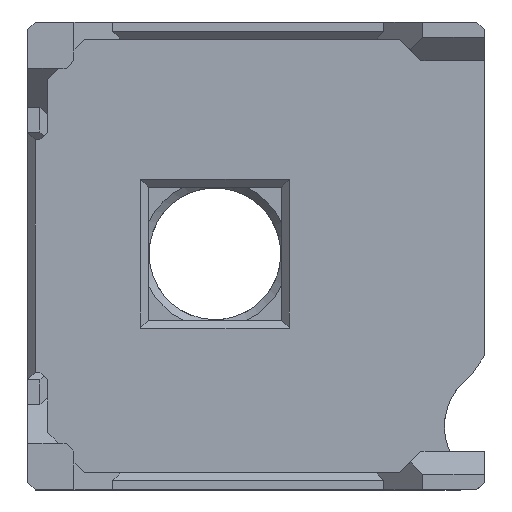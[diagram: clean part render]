
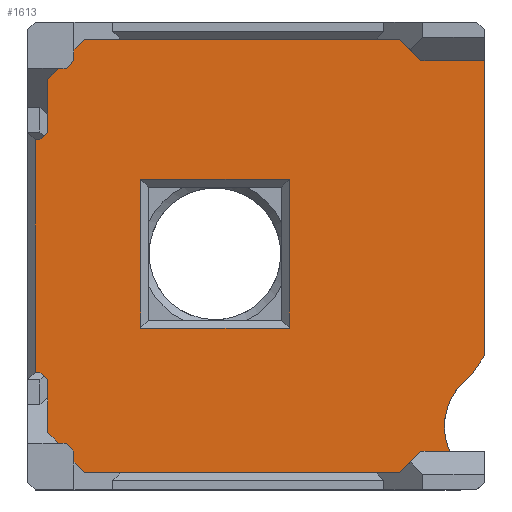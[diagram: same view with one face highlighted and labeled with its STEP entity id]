
A CAD part, top view. The second image highlights one B-rep face of the part: STEP entity #1613.
In plain terms, the highlighted planar face has unit normal (0, 0, 1).
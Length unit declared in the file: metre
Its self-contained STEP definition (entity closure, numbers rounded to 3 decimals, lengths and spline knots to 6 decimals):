
#23=B_SPLINE_CURVE_WITH_KNOTS('',3,(#2279,#2280,#2281,#2282),
 .UNSPECIFIED.,.F.,.F.,(4,4),(0.,1.),.UNSPECIFIED.);
#50=LINE('',#2268,#256);
#51=LINE('',#2271,#257);
#52=LINE('',#2273,#258);
#53=LINE('',#2275,#259);
#54=LINE('',#2284,#260);
#55=LINE('',#2286,#261);
#56=LINE('',#2288,#262);
#57=LINE('',#2290,#263);
#58=LINE('',#2292,#264);
#59=LINE('',#2294,#265);
#60=LINE('',#2296,#266);
#61=LINE('',#2298,#267);
#62=LINE('',#2300,#268);
#63=LINE('',#2302,#269);
#256=VECTOR('',#1843,1.);
#257=VECTOR('',#1844,1.);
#258=VECTOR('',#1845,1.);
#259=VECTOR('',#1846,1.);
#260=VECTOR('',#1849,1.);
#261=VECTOR('',#1850,1.);
#262=VECTOR('',#1851,1.);
#263=VECTOR('',#1852,1.);
#264=VECTOR('',#1853,1.);
#265=VECTOR('',#1854,1.);
#266=VECTOR('',#1855,1.);
#267=VECTOR('',#1856,1.);
#268=VECTOR('',#1857,1.);
#269=VECTOR('',#1858,1.);
#464=ORIENTED_EDGE('',*,*,#940,.T.);
#465=ORIENTED_EDGE('',*,*,#941,.T.);
#466=ORIENTED_EDGE('',*,*,#942,.T.);
#467=ORIENTED_EDGE('',*,*,#943,.T.);
#468=ORIENTED_EDGE('',*,*,#944,.F.);
#469=ORIENTED_EDGE('',*,*,#945,.T.);
#470=ORIENTED_EDGE('',*,*,#946,.T.);
#471=ORIENTED_EDGE('',*,*,#947,.T.);
#472=ORIENTED_EDGE('',*,*,#948,.T.);
#473=ORIENTED_EDGE('',*,*,#949,.T.);
#474=ORIENTED_EDGE('',*,*,#950,.F.);
#475=ORIENTED_EDGE('',*,*,#951,.T.);
#476=ORIENTED_EDGE('',*,*,#952,.T.);
#477=ORIENTED_EDGE('',*,*,#953,.T.);
#478=ORIENTED_EDGE('',*,*,#954,.T.);
#479=ORIENTED_EDGE('',*,*,#955,.F.);
#940=EDGE_CURVE('',#1178,#1179,#50,.T.);
#941=EDGE_CURVE('',#1179,#1180,#51,.T.);
#942=EDGE_CURVE('',#1180,#1181,#52,.T.);
#943=EDGE_CURVE('',#1181,#1178,#53,.T.);
#944=EDGE_CURVE('',#1182,#1183,#1321,.F.);
#945=EDGE_CURVE('',#1182,#1184,#23,.T.);
#946=EDGE_CURVE('',#1184,#1185,#54,.T.);
#947=EDGE_CURVE('',#1185,#1186,#55,.T.);
#948=EDGE_CURVE('',#1186,#1187,#56,.T.);
#949=EDGE_CURVE('',#1187,#1188,#57,.T.);
#950=EDGE_CURVE('',#1189,#1188,#58,.T.);
#951=EDGE_CURVE('',#1189,#1190,#59,.T.);
#952=EDGE_CURVE('',#1190,#1191,#60,.T.);
#953=EDGE_CURVE('',#1191,#1192,#61,.F.);
#954=EDGE_CURVE('',#1192,#1193,#62,.T.);
#955=EDGE_CURVE('',#1183,#1193,#63,.T.);
#1178=VERTEX_POINT('',#2269);
#1179=VERTEX_POINT('',#2270);
#1180=VERTEX_POINT('',#2272);
#1181=VERTEX_POINT('',#2274);
#1182=VERTEX_POINT('',#2277);
#1183=VERTEX_POINT('',#2278);
#1184=VERTEX_POINT('',#2283);
#1185=VERTEX_POINT('',#2285);
#1186=VERTEX_POINT('',#2287);
#1187=VERTEX_POINT('',#2289);
#1188=VERTEX_POINT('',#2291);
#1189=VERTEX_POINT('',#2293);
#1190=VERTEX_POINT('',#2295);
#1191=VERTEX_POINT('',#2297);
#1192=VERTEX_POINT('',#2299);
#1193=VERTEX_POINT('',#2301);
#1321=CIRCLE('',#1720,0.004);
#1335=EDGE_LOOP('',(#464,#465,#466,#467));
#1336=EDGE_LOOP('',(#468,#469,#470,#471,#472,#473,#474,#475,#476,#477,#478,
#479));
#1433=FACE_BOUND('',#1335,.T.);
#1434=FACE_BOUND('',#1336,.T.);
#1530=PLANE('',#1719);
#1613=ADVANCED_FACE('',(#1433,#1434),#1530,.F.);
#1719=AXIS2_PLACEMENT_3D('',#2267,#1841,#1842);
#1720=AXIS2_PLACEMENT_3D('',#2276,#1847,#1848);
#1841=DIRECTION('',(0.,0.,-1.));
#1842=DIRECTION('',(1.,0.,0.));
#1843=DIRECTION('',(1.,0.,0.));
#1844=DIRECTION('',(0.,-1.,0.));
#1845=DIRECTION('',(-1.,0.,0.));
#1846=DIRECTION('',(0.,1.,0.));
#1847=DIRECTION('',(0.,0.,-1.));
#1848=DIRECTION('',(-1.,0.,0.));
#1849=DIRECTION('',(0.,1.,0.));
#1850=DIRECTION('',(-1.,0.,0.));
#1851=DIRECTION('',(0.,-1.,0.));
#1852=DIRECTION('',(-0.707,-0.707,0.));
#1853=DIRECTION('',(1.,0.,0.));
#1854=DIRECTION('',(0.,-1.,0.));
#1855=DIRECTION('',(1.,0.,0.));
#1856=DIRECTION('',(-0.707,0.707,0.));
#1857=DIRECTION('',(0.,-1.,0.));
#1858=DIRECTION('',(-1.,0.,0.));
#2267=CARTESIAN_POINT('',(-0.00675,0.,-0.002));
#2268=CARTESIAN_POINT('',(-0.0051,0.00495,-0.002));
#2269=CARTESIAN_POINT('',(-0.0142,0.00495,-0.002));
#2270=CARTESIAN_POINT('',(-0.0046,0.00495,-0.002));
#2271=CARTESIAN_POINT('',(-0.0046,0.,-0.002));
#2272=CARTESIAN_POINT('',(-0.0046,-0.00465,-0.002));
#2273=CARTESIAN_POINT('',(-0.00675,-0.00465,-0.002));
#2274=CARTESIAN_POINT('',(-0.0142,-0.00465,-0.002));
#2275=CARTESIAN_POINT('',(-0.0142,0.00445,-0.002));
#2276=CARTESIAN_POINT('',(0.009414,-0.011008,-0.002));
#2277=CARTESIAN_POINT('',(0.00713,-0.007724,-0.002));
#2278=CARTESIAN_POINT('',(0.00676,-0.014,-0.002));
#2279=CARTESIAN_POINT('',(0.00713,-0.007724,-0.002));
#2280=CARTESIAN_POINT('',(0.007378,-0.00729,-0.002));
#2281=CARTESIAN_POINT('',(0.007668,-0.006861,-0.002));
#2282=CARTESIAN_POINT('',(0.008,-0.006438,-0.002));
#2283=CARTESIAN_POINT('',(0.008,-0.006438,-0.002));
#2284=CARTESIAN_POINT('',(0.008,0.,-0.002));
#2285=CARTESIAN_POINT('',(0.008,0.014,-0.002));
#2286=CARTESIAN_POINT('',(-0.0061,0.014,-0.002));
#2287=CARTESIAN_POINT('',(-0.0202,0.014,-0.002));
#2288=CARTESIAN_POINT('',(-0.0202,0.,-0.002));
#2289=CARTESIAN_POINT('',(-0.0202,0.008,-0.002));
#2290=CARTESIAN_POINT('',(-0.017475,0.010725,-0.002));
#2291=CARTESIAN_POINT('',(-0.0207,0.0075,-0.002));
#2292=CARTESIAN_POINT('',(-0.0452,0.0075,-0.002));
#2293=CARTESIAN_POINT('',(-0.021,0.0075,-0.002));
#2294=CARTESIAN_POINT('',(-0.021,0.,-0.002));
#2295=CARTESIAN_POINT('',(-0.021,-0.0075,-0.002));
#2296=CARTESIAN_POINT('',(-0.0452,-0.0075,-0.002));
#2297=CARTESIAN_POINT('',(-0.0207,-0.0075,-0.002));
#2298=CARTESIAN_POINT('',(-0.017475,-0.010725,-0.002));
#2299=CARTESIAN_POINT('',(-0.0202,-0.008,-0.002));
#2300=CARTESIAN_POINT('',(-0.0202,0.,-0.002));
#2301=CARTESIAN_POINT('',(-0.0202,-0.014,-0.002));
#2302=CARTESIAN_POINT('',(-0.0061,-0.014,-0.002));
